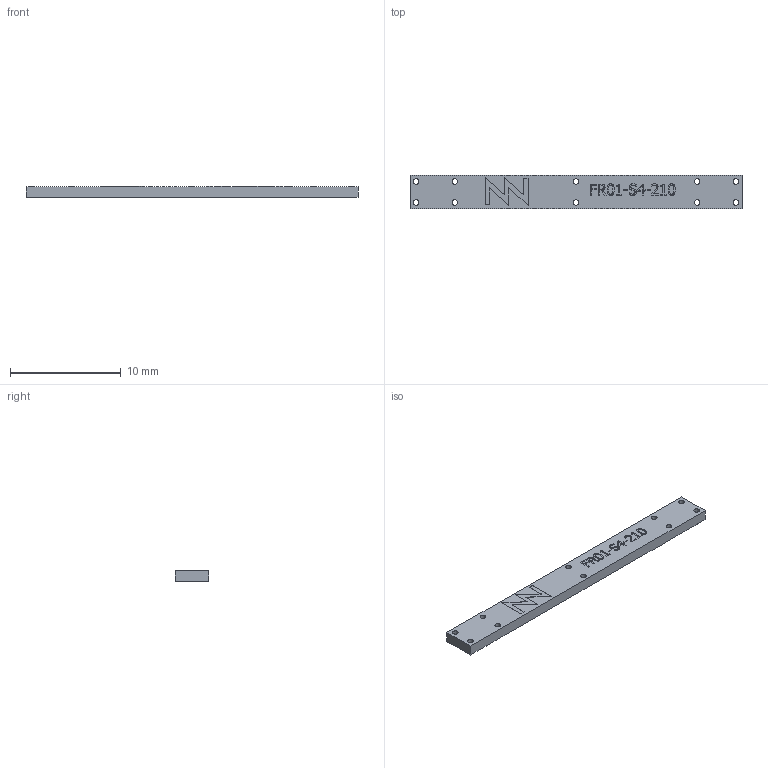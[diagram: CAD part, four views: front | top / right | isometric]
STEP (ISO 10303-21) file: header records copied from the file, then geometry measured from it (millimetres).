
FILE_DESCRIPTION(/* description */ (''),/* implementation_level */ '2;1');
FILE_NAME(/* name */ 'FR01-S4-210.step',/* time_stamp */ '2017-11-07T17:33:40+01:00',/* author */ ('matlab'),/* organization */ (''),/* preprocessor_version */ 'ST-DEVELOPER v16.1',/* originating_system */ 'Autodesk Inventor LT ',/* authorisation */ '');
FILE_SCHEMA (('AUTOMOTIVE_DESIGN { 1 0 10303 214 3 1 1 }'));
Length unit declared in the file: millimetre
Products named in the file (1): FR01-S4-210 NN
Bounding box: 30 x 3 x 1.01 mm (x, y, z)
Volume: 87.8 mm3; surface area: 258.4 mm2
Topology: 1 solids, 1 shells, 201 faces, 549 edges, 366 vertices
Faces by surface type: plane 131, bspline 60, cylinder 10
Full cylindrical faces by diameter (mm): 0.5 x10
Entity records: 6686 total; most frequent: CARTESIAN_POINT 1887, ORIENTED_EDGE 1078, DIRECTION 723, EDGE_CURVE 539, LINE 399, VECTOR 399, VERTEX_POINT 366, EDGE_LOOP 247
